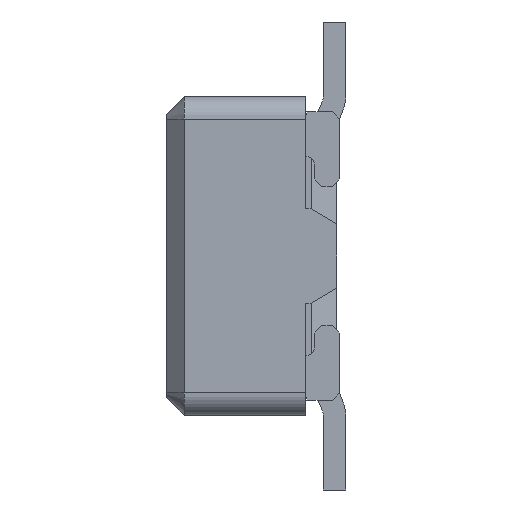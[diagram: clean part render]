
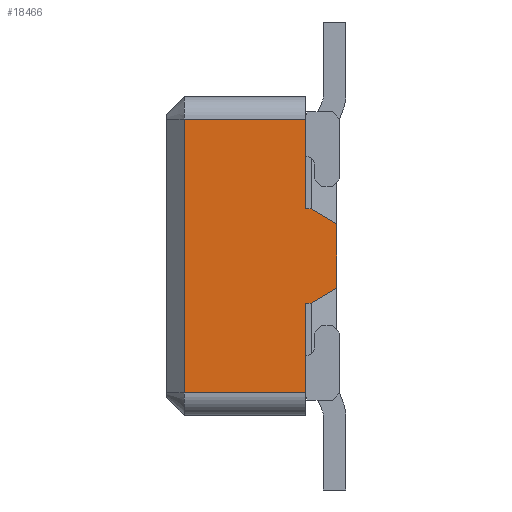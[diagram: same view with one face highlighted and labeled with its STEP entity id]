
A CAD part, left-side view. The second image highlights one B-rep face of the part: STEP entity #18466.
In plain terms, the highlighted planar face has unit normal (-1, 0, 0).
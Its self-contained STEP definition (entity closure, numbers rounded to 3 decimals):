
#2720=DIRECTION('',(0.,0.,-1.));
#2721=VECTOR('',#2720,1.83);
#2722=CARTESIAN_POINT('',(-4.,0.45,
0.915));
#2723=LINE('',#2722,#2721);
#2724=DIRECTION('',(0.,-1.,0.));
#2725=VECTOR('',#2724,0.81);
#2726=CARTESIAN_POINT('',(-4.,0.45,
0.915));
#2727=LINE('',#2726,#2725);
#2728=DIRECTION('',(0.,-1.,0.));
#2729=VECTOR('',#2728,0.04);
#2730=CARTESIAN_POINT('',(-4.,-0.36,0.315));
#2731=LINE('',#2730,#2729);
#2732=DIRECTION('',(0.,0.862,0.507));
#2733=VECTOR('',#2732,0.197);
#2734=CARTESIAN_POINT('',(-4.,-0.57,0.215));
#2735=LINE('',#2734,#2733);
#2736=DIRECTION('',(0.,-0.862,0.507));
#2737=VECTOR('',#2736,0.197);
#2738=CARTESIAN_POINT('',(-4.,-0.4,-0.315));
#2739=LINE('',#2738,#2737);
#2740=DIRECTION('',(0.,-1.,0.));
#2741=VECTOR('',#2740,0.04);
#2742=CARTESIAN_POINT('',(-4.,-0.36,-0.315));
#2743=LINE('',#2742,#2741);
#2744=DIRECTION('',(0.,1.,0.));
#2745=VECTOR('',#2744,0.81);
#2746=CARTESIAN_POINT('',(-4.,-0.36,-0.915));
#2747=LINE('',#2746,#2745);
#2790=DIRECTION('',(0.,0.,1.));
#2791=VECTOR('',#2790,0.6);
#2792=CARTESIAN_POINT('',(-4.,-0.36,0.315));
#2793=LINE('',#2792,#2791);
#2873=DIRECTION('',(0.,0.,1.));
#2874=VECTOR('',#2873,0.6);
#2875=CARTESIAN_POINT('',(-4.,-0.36,-0.915));
#2876=LINE('',#2875,#2874);
#2945=DIRECTION('',(0.,0.,1.));
#2946=VECTOR('',#2945,0.43);
#2947=CARTESIAN_POINT('',(-4.,-0.57,-0.215));
#2948=LINE('',#2947,#2946);
#11755=CARTESIAN_POINT('',(-4.,-0.36,0.315));
#11757=VERTEX_POINT('',#11755);
#11760=CARTESIAN_POINT('',(-4.,-0.36,-0.315));
#11762=VERTEX_POINT('',#11760);
#12103=CARTESIAN_POINT('',(-4.,-0.36,-0.915));
#12105=VERTEX_POINT('',#12103);
#12108=CARTESIAN_POINT('',(-4.,-0.36,0.915));
#12110=VERTEX_POINT('',#12108);
#12111=CARTESIAN_POINT('',(-4.,0.45,-0.915));
#12113=VERTEX_POINT('',#12111);
#12136=CARTESIAN_POINT('',(-4.,0.45,0.915));
#12138=VERTEX_POINT('',#12136);
#12153=CARTESIAN_POINT('',(-4.,-0.57,0.215));
#12154=CARTESIAN_POINT('',(-4.,-0.4,0.315));
#12155=VERTEX_POINT('',#12153);
#12156=VERTEX_POINT('',#12154);
#12157=CARTESIAN_POINT('',(-4.,-0.4,-0.315));
#12158=CARTESIAN_POINT('',(-4.,-0.57,-0.215));
#12159=VERTEX_POINT('',#12157);
#12160=VERTEX_POINT('',#12158);
#18440=CARTESIAN_POINT('',(-4.,0.57,-1.065));
#18441=DIRECTION('',(-1.,0.,0.));
#18442=DIRECTION('',(0.,-1.,0.));
#18443=AXIS2_PLACEMENT_3D('',#18440,#18441,#18442);
#18444=PLANE('',#18443);
#18446=ORIENTED_EDGE('',*,*,#18445,.F.);
#18448=ORIENTED_EDGE('',*,*,#18447,.T.);
#18450=ORIENTED_EDGE('',*,*,#18449,.F.);
#18452=ORIENTED_EDGE('',*,*,#18451,.T.);
#18454=ORIENTED_EDGE('',*,*,#18453,.F.);
#18456=ORIENTED_EDGE('',*,*,#18455,.F.);
#18458=ORIENTED_EDGE('',*,*,#18457,.F.);
#18460=ORIENTED_EDGE('',*,*,#18459,.F.);
#18462=ORIENTED_EDGE('',*,*,#18461,.F.);
#18463=ORIENTED_EDGE('',*,*,#18432,.T.);
#18464=EDGE_LOOP('',(#18446,#18448,#18450,#18452,#18454,#18456,#18458,#18460,
#18462,#18463));
#18465=FACE_OUTER_BOUND('',#18464,.F.);
#18466=ADVANCED_FACE('',(#18465),#18444,.T.);
#18432=EDGE_CURVE('',#12105,#12113,#2747,.T.);
#18445=EDGE_CURVE('',#12138,#12113,#2723,.T.);
#18447=EDGE_CURVE('',#12138,#12110,#2727,.T.);
#18449=EDGE_CURVE('',#11757,#12110,#2793,.T.);
#18451=EDGE_CURVE('',#11757,#12156,#2731,.T.);
#18453=EDGE_CURVE('',#12155,#12156,#2735,.T.);
#18455=EDGE_CURVE('',#12160,#12155,#2948,.T.);
#18457=EDGE_CURVE('',#12159,#12160,#2739,.T.);
#18459=EDGE_CURVE('',#11762,#12159,#2743,.T.);
#18461=EDGE_CURVE('',#12105,#11762,#2876,.T.);
